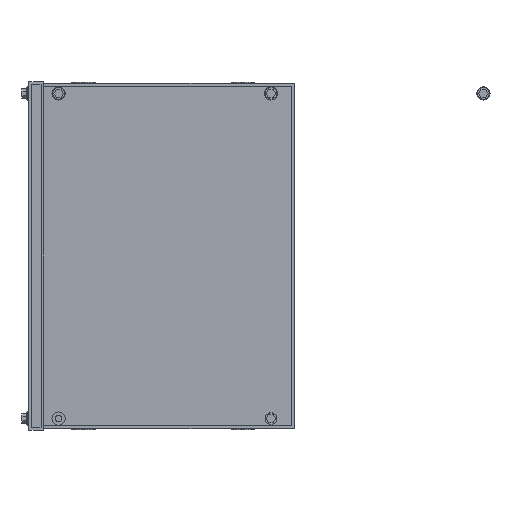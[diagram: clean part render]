
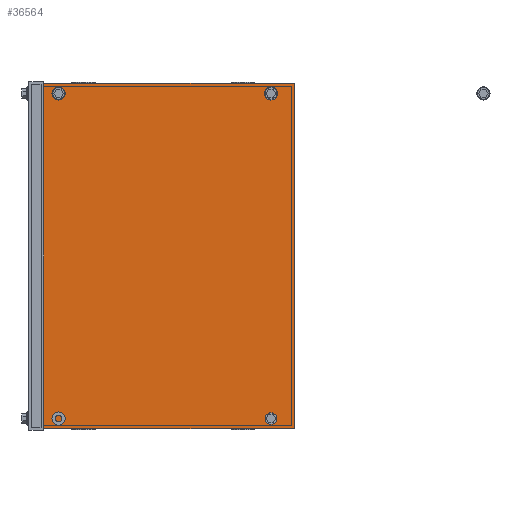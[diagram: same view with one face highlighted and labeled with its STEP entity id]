
A CAD part, left-side view. The second image highlights one B-rep face of the part: STEP entity #36564.
In plain terms, the highlighted planar face has unit normal (-1, 0, 0).
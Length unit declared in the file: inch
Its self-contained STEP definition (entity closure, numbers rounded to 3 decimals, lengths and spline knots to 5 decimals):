
#4016 = DIRECTION ( 'NONE',  ( 0., -1., 0. ) ) ;
#8668 = DIRECTION ( 'NONE',  ( 0., 0., -1. ) ) ;
#11496 = CARTESIAN_POINT ( 'NONE',  ( -14., 0., 6.5 ) ) ;
#12294 = FACE_OUTER_BOUND ( 'NONE', #19455, .T. ) ;
#14753 = ORIENTED_EDGE ( 'NONE', *, *, #18765, .T. ) ;
#15552 = CARTESIAN_POINT ( 'NONE',  ( -14., 9.4375, -6.5 ) ) ;
#17246 = ORIENTED_EDGE ( 'NONE', *, *, #96295, .F. ) ;
#18765 = EDGE_CURVE ( 'NONE', #78084, #90749, #110629, .T. ) ;
#19455 = EDGE_LOOP ( 'NONE', ( #17246, #68847, #107255, #14753 ) ) ;
#23091 = AXIS2_PLACEMENT_3D ( 'NONE', #81841, #92110, #30006 ) ;
#26285 = VECTOR ( 'NONE', #112875, 39.37008 ) ;
#27385 = VECTOR ( 'NONE', #4016, 39.37008 ) ;
#28008 = CARTESIAN_POINT ( 'NONE',  ( -14., 9.4375, 6.5 ) ) ;
#30006 = DIRECTION ( 'NONE',  ( 0., 0., 1. ) ) ;
#31115 = PLANE ( 'NONE',  #23091 ) ;
#32718 = VERTEX_POINT ( 'NONE', #11496 ) ;
#36564 = ADVANCED_FACE ( 'NONE', ( #12294 ), #31115, .T. ) ;
#40980 = EDGE_CURVE ( 'NONE', #65461, #32718, #106097, .T. ) ;
#51097 = DIRECTION ( 'NONE',  ( 0., 0., -1. ) ) ;
#65461 = VERTEX_POINT ( 'NONE', #78199 ) ;
#68768 = CARTESIAN_POINT ( 'NONE',  ( -14., 0., -6.5 ) ) ;
#68847 = ORIENTED_EDGE ( 'NONE', *, *, #40980, .F. ) ;
#78084 = VERTEX_POINT ( 'NONE', #111876 ) ;
#78199 = CARTESIAN_POINT ( 'NONE',  ( -14., 9.4375, 6.5 ) ) ;
#81841 = CARTESIAN_POINT ( 'NONE',  ( -14., 9.4375, -6.5 ) ) ;
#90749 = VERTEX_POINT ( 'NONE', #100012 ) ;
#92110 = DIRECTION ( 'NONE',  ( -1., 0., 0. ) ) ;
#92762 = LINE ( 'NONE', #68768, #103040 ) ;
#96295 = EDGE_CURVE ( 'NONE', #32718, #90749, #92762, .T. ) ;
#100012 = CARTESIAN_POINT ( 'NONE',  ( -14., 0., -6.5 ) ) ;
#100339 = EDGE_CURVE ( 'NONE', #65461, #78084, #104471, .T. ) ;
#103040 = VECTOR ( 'NONE', #51097, 39.37008 ) ;
#103750 = CARTESIAN_POINT ( 'NONE',  ( -14., 9.4375, -6.5 ) ) ;
#104471 = LINE ( 'NONE', #15552, #109160 ) ;
#106097 = LINE ( 'NONE', #28008, #27385 ) ;
#107255 = ORIENTED_EDGE ( 'NONE', *, *, #100339, .T. ) ;
#109160 = VECTOR ( 'NONE', #8668, 39.37008 ) ;
#110629 = LINE ( 'NONE', #103750, #26285 ) ;
#111876 = CARTESIAN_POINT ( 'NONE',  ( -14., 9.4375, -6.5 ) ) ;
#112875 = DIRECTION ( 'NONE',  ( 0., -1., 0. ) ) ;
